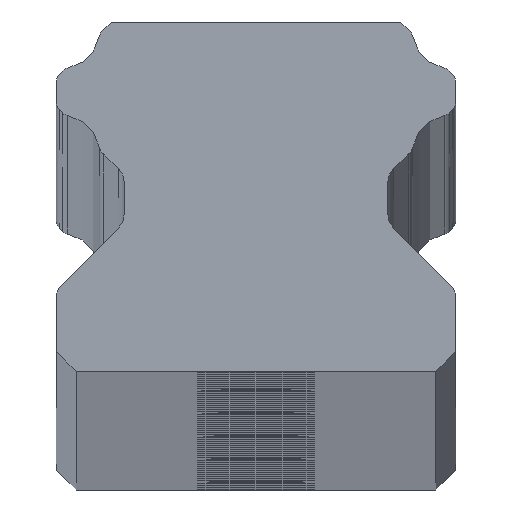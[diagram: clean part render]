
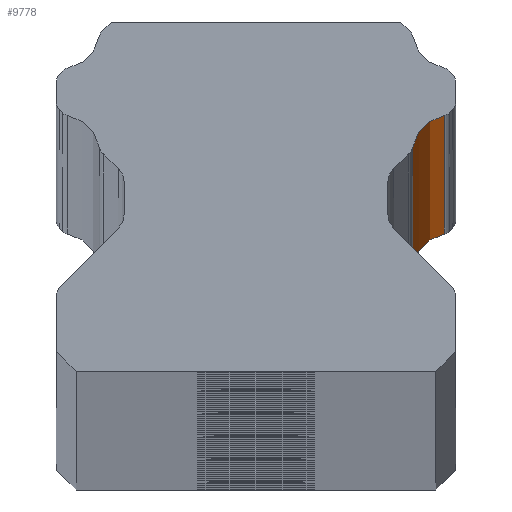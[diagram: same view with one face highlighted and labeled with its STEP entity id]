
A CAD part, top view. The second image highlights one B-rep face of the part: STEP entity #9778.
In plain terms, the highlighted cylindrical face has radius 2 mm (diameter 4 mm), a partial arc.
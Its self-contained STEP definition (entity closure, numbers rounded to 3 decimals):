
#255 = ORIENTED_EDGE ( 'NONE', *, *, #5020, .F. ) ;
#921 = DIRECTION ( 'NONE',  ( 0., 0., -1. ) ) ;
#1154 = ORIENTED_EDGE ( 'NONE', *, *, #4708, .F. ) ;
#1513 = EDGE_CURVE ( 'NONE', #3929, #9311, #6172, .T. ) ;
#1553 = CARTESIAN_POINT ( 'NONE',  ( 9.811, -3.146, -1700. ) ) ;
#1586 = DIRECTION ( 'NONE',  ( 0., 0., -1. ) ) ;
#1680 = AXIS2_PLACEMENT_3D ( 'NONE', #1837, #7399, #9033 ) ;
#1837 = CARTESIAN_POINT ( 'NONE',  ( 9.811, -3.146, 1700. ) ) ;
#2380 = CARTESIAN_POINT ( 'NONE',  ( 9.432, -1.182, 1700. ) ) ;
#2717 = CARTESIAN_POINT ( 'NONE',  ( 9.811, -3.146, 1700. ) ) ;
#3156 = EDGE_LOOP ( 'NONE', ( #3580, #255, #1154, #9165 ) ) ;
#3348 = CIRCLE ( 'NONE', #9088, 2. ) ;
#3580 = ORIENTED_EDGE ( 'NONE', *, *, #9867, .T. ) ;
#3929 = VERTEX_POINT ( 'NONE', #6380 ) ;
#4294 = DIRECTION ( 'NONE',  ( -1., 0., 0. ) ) ;
#4410 = DIRECTION ( 'NONE',  ( 0., 0., -1. ) ) ;
#4682 = VERTEX_POINT ( 'NONE', #9831 ) ;
#4708 = EDGE_CURVE ( 'NONE', #3929, #9953, #3348, .T. ) ;
#4795 = CARTESIAN_POINT ( 'NONE',  ( 9.432, -1.182, 1700. ) ) ;
#5020 = EDGE_CURVE ( 'NONE', #9953, #4682, #7567, .T. ) ;
#5101 = AXIS2_PLACEMENT_3D ( 'NONE', #1553, #1586, #8724 ) ;
#5855 = DIRECTION ( 'NONE',  ( 0., 0., -1. ) ) ;
#5911 = VECTOR ( 'NONE', #4410, 1000. ) ;
#6172 = LINE ( 'NONE', #9899, #5911 ) ;
#6337 = CYLINDRICAL_SURFACE ( 'NONE', #1680, 2. ) ;
#6380 = CARTESIAN_POINT ( 'NONE',  ( 7.847, -2.767, 1700. ) ) ;
#6580 = CIRCLE ( 'NONE', #5101, 2. ) ;
#6681 = CARTESIAN_POINT ( 'NONE',  ( 7.847, -2.767, -1700. ) ) ;
#7399 = DIRECTION ( 'NONE',  ( 0., 0., -1. ) ) ;
#7567 = LINE ( 'NONE', #4795, #9421 ) ;
#8438 = FACE_OUTER_BOUND ( 'NONE', #3156, .T. ) ;
#8724 = DIRECTION ( 'NONE',  ( -1., 0., 0. ) ) ;
#9033 = DIRECTION ( 'NONE',  ( -1., 0., 0. ) ) ;
#9088 = AXIS2_PLACEMENT_3D ( 'NONE', #2717, #5855, #4294 ) ;
#9165 = ORIENTED_EDGE ( 'NONE', *, *, #1513, .T. ) ;
#9311 = VERTEX_POINT ( 'NONE', #6681 ) ;
#9421 = VECTOR ( 'NONE', #921, 1000. ) ;
#9778 = ADVANCED_FACE ( 'NONE', ( #8438 ), #6337, .F. ) ;
#9831 = CARTESIAN_POINT ( 'NONE',  ( 9.432, -1.182, -1700. ) ) ;
#9867 = EDGE_CURVE ( 'NONE', #9311, #4682, #6580, .T. ) ;
#9899 = CARTESIAN_POINT ( 'NONE',  ( 7.847, -2.767, 1700. ) ) ;
#9953 = VERTEX_POINT ( 'NONE', #2380 ) ;
